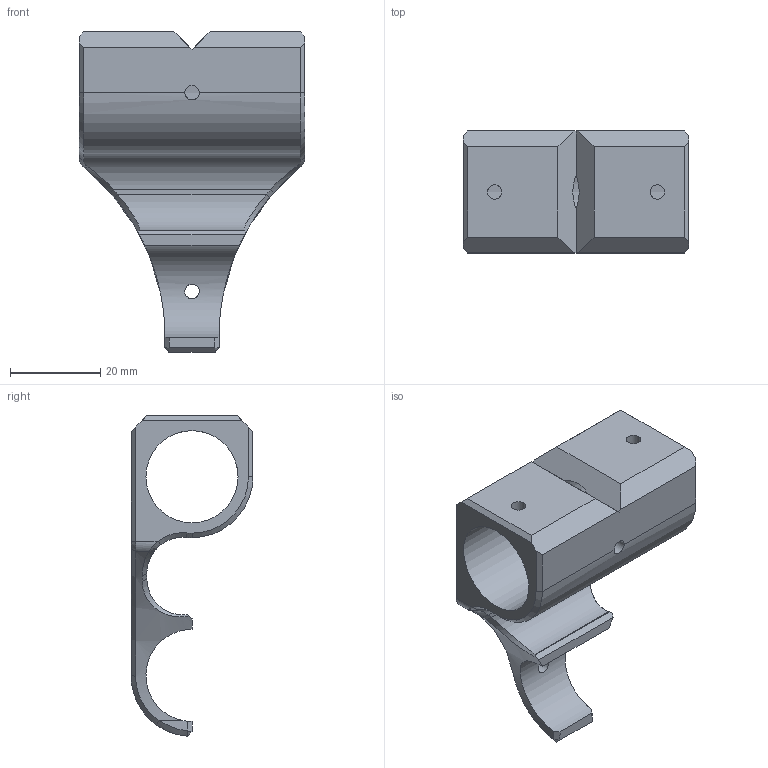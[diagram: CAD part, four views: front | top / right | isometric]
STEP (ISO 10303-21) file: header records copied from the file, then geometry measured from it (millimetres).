
FILE_DESCRIPTION(('FreeCAD Model'),'2;1');
FILE_NAME('Open CASCADE Shape Model','2022-02-15T19:53:24',('Author'),( ''),'Open CASCADE STEP processor 7.5','FreeCAD','Unknown');
FILE_SCHEMA(('AUTOMOTIVE_DESIGN { 1 0 10303 214 1 1 1 1 }'));
Length unit declared in the file: millimetre
Products named in the file (1): NEW.motor.idler.holder
Bounding box: 50 x 27 x 70.96 mm (x, y, z)
Volume: 22503.3 mm3; surface area: 11595 mm2
Topology: 1 solids, 1 shells, 101 faces, 273 edges, 172 vertices
Faces by surface type: bspline 45, plane 25, cylinder 17, cone 14
Full cylindrical faces by diameter (mm): 3.2 x4, 20.4 x1
Entity records: 10666 total; most frequent: CARTESIAN_POINT 5469, ORIENTED_EDGE 546, PCURVE 546, DEFINITIONAL_REPRESENTATION 546, DIRECTION 501, B_SPLINE_CURVE_WITH_KNOTS 443, LINE 288, VECTOR 288
